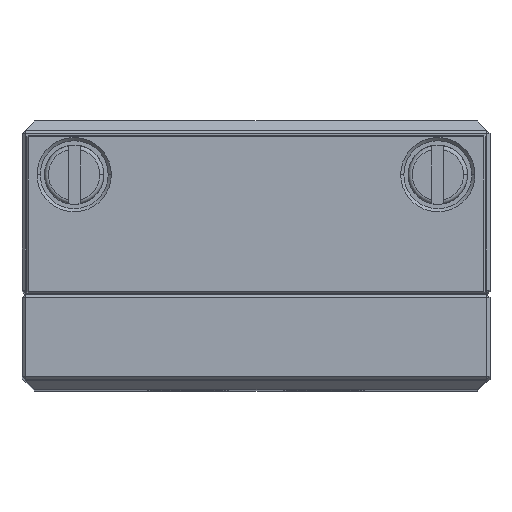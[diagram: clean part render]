
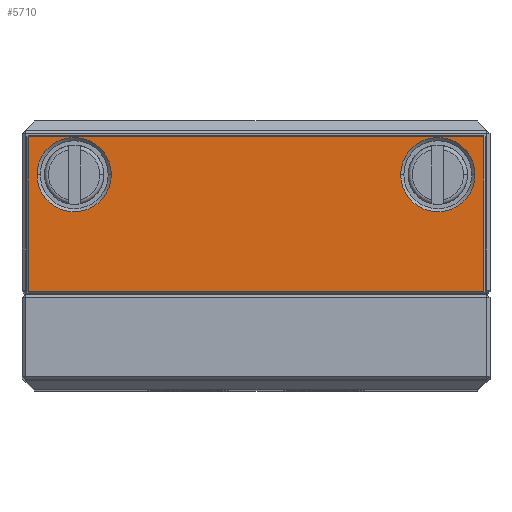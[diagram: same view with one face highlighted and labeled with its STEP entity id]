
A CAD part, top view. The second image highlights one B-rep face of the part: STEP entity #5710.
In plain terms, the highlighted planar face has unit normal (0, 0, 1).
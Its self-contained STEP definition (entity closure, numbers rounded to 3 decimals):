
#4197=FACE_BOUND('',#7988,.T.);
#4198=FACE_BOUND('',#7989,.T.);
#4199=FACE_BOUND('',#7990,.T.);
#4391=PLANE('',#24279);
#5710=ADVANCED_FACE('',(#4197,#4198,#4199),#4391,.T.);
#7988=EDGE_LOOP('',(#13451,#13452,#13453,#13454));
#7989=EDGE_LOOP('',(#13455,#13456));
#7990=EDGE_LOOP('',(#13457,#13458));
#9253=LINE('',#30652,#11296);
#9254=LINE('',#30655,#11297);
#9255=LINE('',#30657,#11298);
#9256=LINE('',#30659,#11299);
#11296=VECTOR('',#25750,1.);
#11297=VECTOR('',#25751,1.);
#11298=VECTOR('',#25752,1.);
#11299=VECTOR('',#25753,1.);
#13451=ORIENTED_EDGE('',*,*,#20989,.T.);
#13452=ORIENTED_EDGE('',*,*,#20990,.T.);
#13453=ORIENTED_EDGE('',*,*,#20991,.T.);
#13454=ORIENTED_EDGE('',*,*,#20992,.T.);
#13455=ORIENTED_EDGE('',*,*,#20919,.T.);
#13456=ORIENTED_EDGE('',*,*,#20988,.T.);
#13457=ORIENTED_EDGE('',*,*,#20923,.T.);
#13458=ORIENTED_EDGE('',*,*,#20987,.T.);
#19059=VERTEX_POINT('',#30388);
#19060=VERTEX_POINT('',#30390);
#19063=VERTEX_POINT('',#30397);
#19064=VERTEX_POINT('',#30399);
#19103=VERTEX_POINT('',#30653);
#19104=VERTEX_POINT('',#30654);
#19105=VERTEX_POINT('',#30656);
#19106=VERTEX_POINT('',#30658);
#20919=EDGE_CURVE('',#19060,#19059,#23791,.T.);
#20923=EDGE_CURVE('',#19064,#19063,#23793,.T.);
#20987=EDGE_CURVE('',#19063,#19064,#23824,.T.);
#20988=EDGE_CURVE('',#19059,#19060,#23825,.T.);
#20989=EDGE_CURVE('',#19103,#19104,#9253,.T.);
#20990=EDGE_CURVE('',#19104,#19105,#9254,.T.);
#20991=EDGE_CURVE('',#19105,#19106,#9255,.T.);
#20992=EDGE_CURVE('',#19106,#19103,#9256,.T.);
#23791=CIRCLE('',#24214,2.35);
#23793=CIRCLE('',#24217,2.35);
#23824=CIRCLE('',#24275,2.35);
#23825=CIRCLE('',#24277,2.35);
#24214=AXIS2_PLACEMENT_3D('',#30389,#25593,#25594);
#24217=AXIS2_PLACEMENT_3D('',#30398,#25601,#25602);
#24275=AXIS2_PLACEMENT_3D('',#30648,#25742,#25743);
#24277=AXIS2_PLACEMENT_3D('',#30650,#25746,#25747);
#24279=AXIS2_PLACEMENT_3D('',#30660,#25754,#25755);
#25593=DIRECTION('',(0.,0.,-1.));
#25594=DIRECTION('',(1.,0.,0.));
#25601=DIRECTION('',(0.,0.,-1.));
#25602=DIRECTION('',(1.,0.,0.));
#25742=DIRECTION('',(0.,0.,-1.));
#25743=DIRECTION('',(1.,0.,0.));
#25746=DIRECTION('',(0.,0.,-1.));
#25747=DIRECTION('',(1.,0.,0.));
#25750=DIRECTION('',(0.,-1.,0.));
#25751=DIRECTION('',(1.,0.,0.));
#25752=DIRECTION('',(0.,1.,0.));
#25753=DIRECTION('',(-1.,0.,0.));
#25754=DIRECTION('',(0.,0.,1.));
#25755=DIRECTION('',(-1.,0.,0.));
#30388=CARTESIAN_POINT('',(9.15,13.58,36.));
#30389=CARTESIAN_POINT('',(11.5,13.58,36.));
#30390=CARTESIAN_POINT('',(13.85,13.58,36.));
#30397=CARTESIAN_POINT('',(-13.85,13.58,36.));
#30398=CARTESIAN_POINT('',(-11.5,13.58,36.));
#30399=CARTESIAN_POINT('',(-9.15,13.58,36.));
#30648=CARTESIAN_POINT('',(-11.5,13.58,36.));
#30650=CARTESIAN_POINT('',(11.5,13.58,36.));
#30652=CARTESIAN_POINT('',(-14.4,6.08,36.));
#30653=CARTESIAN_POINT('',(-14.4,15.98,36.));
#30654=CARTESIAN_POINT('',(-14.4,6.18,36.));
#30655=CARTESIAN_POINT('',(14.5,6.18,36.));
#30656=CARTESIAN_POINT('',(14.4,6.18,36.));
#30657=CARTESIAN_POINT('',(14.4,16.08,36.));
#30658=CARTESIAN_POINT('',(14.4,15.98,36.));
#30659=CARTESIAN_POINT('',(-14.5,15.98,36.));
#30660=CARTESIAN_POINT('',(-14.5,6.08,36.));
